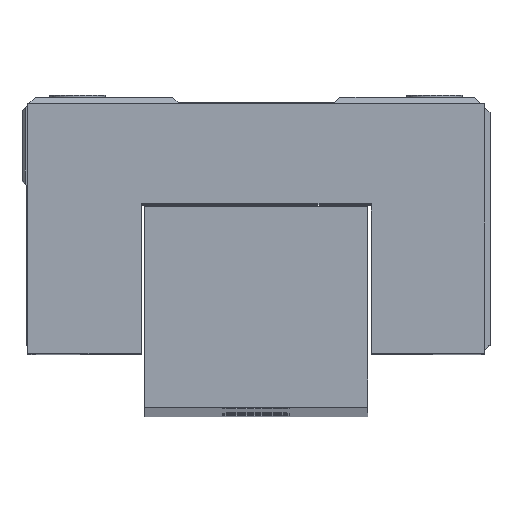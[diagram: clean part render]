
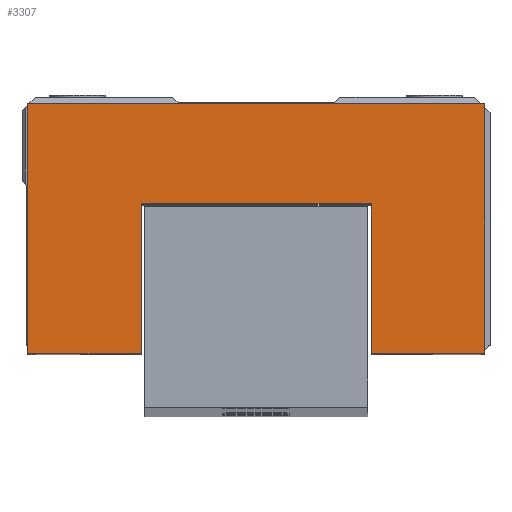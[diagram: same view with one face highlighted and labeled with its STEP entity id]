
A CAD part, top view. The second image highlights one B-rep face of the part: STEP entity #3307.
In plain terms, the highlighted planar face has unit normal (0, 0, 1).
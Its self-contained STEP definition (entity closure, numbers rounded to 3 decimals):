
#2052=DIRECTION('',(0.,-1.,0.));
#2053=VECTOR('',#2052,22.4);
#2054=CARTESIAN_POINT('',(-20.5,12.9,28.5));
#2055=LINE('',#2054,#2053);
#2056=DIRECTION('',(-1.,0.,0.));
#2057=VECTOR('',#2056,41.);
#2058=CARTESIAN_POINT('',(20.5,12.9,28.5));
#2059=LINE('',#2058,#2057);
#2060=DIRECTION('',(0.,1.,0.));
#2061=VECTOR('',#2060,22.4);
#2062=CARTESIAN_POINT('',(20.5,-9.5,28.5));
#2063=LINE('',#2062,#2061);
#2064=DIRECTION('',(1.,0.,0.));
#2065=VECTOR('',#2064,10.2);
#2066=CARTESIAN_POINT('',(10.3,-9.5,28.5));
#2067=LINE('',#2066,#2065);
#2068=DIRECTION('',(0.,-1.,0.));
#2069=VECTOR('',#2068,13.4);
#2070=CARTESIAN_POINT('',(10.3,3.9,28.5));
#2071=LINE('',#2070,#2069);
#2072=DIRECTION('',(1.,0.,0.));
#2073=VECTOR('',#2072,20.6);
#2074=CARTESIAN_POINT('',(-10.3,3.9,28.5));
#2075=LINE('',#2074,#2073);
#2076=DIRECTION('',(0.,1.,0.));
#2077=VECTOR('',#2076,13.4);
#2078=CARTESIAN_POINT('',(-10.3,-9.5,28.5));
#2079=LINE('',#2078,#2077);
#2080=DIRECTION('',(1.,0.,0.));
#2081=VECTOR('',#2080,10.2);
#2082=CARTESIAN_POINT('',(-20.5,-9.5,28.5));
#2083=LINE('',#2082,#2081);
#2388=CARTESIAN_POINT('',(-20.5,12.9,28.5));
#2389=CARTESIAN_POINT('',(-20.5,-9.5,28.5));
#2390=VERTEX_POINT('',#2388);
#2391=VERTEX_POINT('',#2389);
#2392=CARTESIAN_POINT('',(-10.3,-9.5,28.5));
#2393=VERTEX_POINT('',#2392);
#2394=CARTESIAN_POINT('',(-10.3,3.9,28.5));
#2395=VERTEX_POINT('',#2394);
#2396=CARTESIAN_POINT('',(10.3,3.9,28.5));
#2397=CARTESIAN_POINT('',(10.3,-9.5,28.5));
#2398=VERTEX_POINT('',#2396);
#2399=VERTEX_POINT('',#2397);
#2400=CARTESIAN_POINT('',(20.5,-9.5,28.5));
#2401=VERTEX_POINT('',#2400);
#2402=CARTESIAN_POINT('',(20.5,12.9,28.5));
#2403=VERTEX_POINT('',#2402);
#3290=CARTESIAN_POINT('',(0.,0.,28.5));
#3291=DIRECTION('',(0.,0.,1.));
#3292=DIRECTION('',(1.,0.,0.));
#3293=AXIS2_PLACEMENT_3D('',#3290,#3291,#3292);
#3294=PLANE('',#3293);
#3295=ORIENTED_EDGE('',*,*,#2882,.F.);
#3296=ORIENTED_EDGE('',*,*,#2900,.F.);
#3298=ORIENTED_EDGE('',*,*,#3297,.F.);
#3299=ORIENTED_EDGE('',*,*,#3211,.F.);
#3300=ORIENTED_EDGE('',*,*,#3148,.F.);
#3302=ORIENTED_EDGE('',*,*,#3301,.F.);
#3303=ORIENTED_EDGE('',*,*,#3107,.F.);
#3304=ORIENTED_EDGE('',*,*,#3046,.F.);
#3305=EDGE_LOOP('',(#3295,#3296,#3298,#3299,#3300,#3302,#3303,#3304));
#3306=FACE_OUTER_BOUND('',#3305,.F.);
#3307=ADVANCED_FACE('',(#3306),#3294,.T.);
#2882=EDGE_CURVE('',#2390,#2391,#2055,.T.);
#2900=EDGE_CURVE('',#2403,#2390,#2059,.T.);
#3046=EDGE_CURVE('',#2391,#2393,#2083,.T.);
#3107=EDGE_CURVE('',#2393,#2395,#2079,.T.);
#3148=EDGE_CURVE('',#2398,#2399,#2071,.T.);
#3211=EDGE_CURVE('',#2399,#2401,#2067,.T.);
#3297=EDGE_CURVE('',#2401,#2403,#2063,.T.);
#3301=EDGE_CURVE('',#2395,#2398,#2075,.T.);
